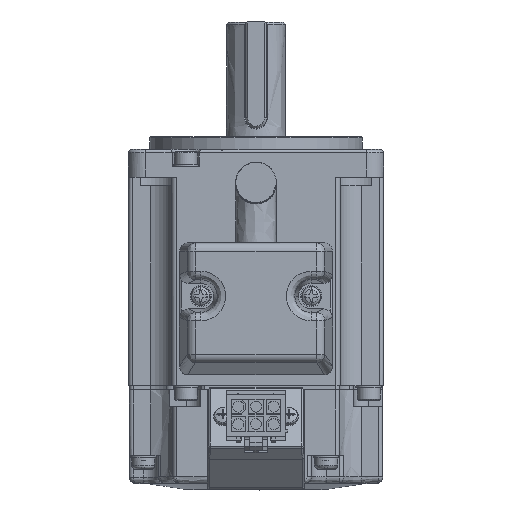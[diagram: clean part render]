
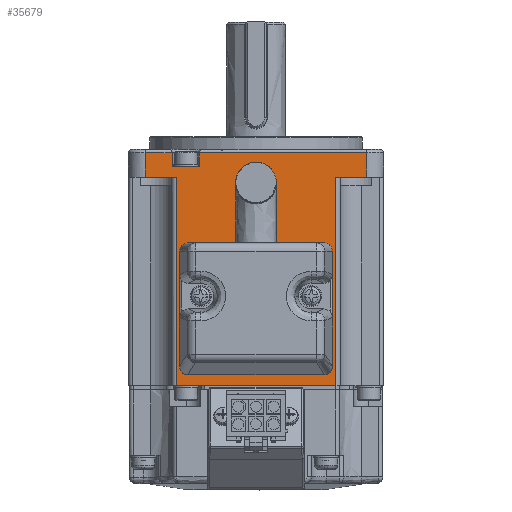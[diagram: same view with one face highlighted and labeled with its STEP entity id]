
A CAD part, top view. The second image highlights one B-rep face of the part: STEP entity #35679.
In plain terms, the highlighted free-form (B-spline) face has degree [1, 1] with [2, 2] control points.
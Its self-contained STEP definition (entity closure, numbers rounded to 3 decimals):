
#4497=CARTESIAN_POINT('',(18.8,-22.5,0.));
#4498=VERTEX_POINT('',#4497);
#4499=CARTESIAN_POINT('',(-18.8,-22.5,0.));
#4500=VERTEX_POINT('',#4499);
#4501=CARTESIAN_POINT('',(18.8,-22.5,0.));
#4502=CARTESIAN_POINT('',(-18.8,-22.5,0.));
#4503=B_SPLINE_CURVE_WITH_KNOTS('',1,(#4501,#4502),.POLYLINE_FORM.,.F.,.U.,(2,2),(0.,1.),.UNSPECIFIED.);
#4504=EDGE_CURVE('',#4498,#4500,#4503,.T.);
#7958=CARTESIAN_POINT('',(16.,10.8,0.));
#7959=VERTEX_POINT('',#7958);
#7965=CARTESIAN_POINT('',(-16.,10.8,0.));
#7966=VERTEX_POINT('',#7965);
#7967=CARTESIAN_POINT('',(-16.,10.8,0.));
#7968=CARTESIAN_POINT('',(16.,10.8,0.));
#7969=B_SPLINE_CURVE_WITH_KNOTS('',1,(#7967,#7968),.POLYLINE_FORM.,.F.,.U.,(2,2),(0.,1.),.UNSPECIFIED.);
#7970=EDGE_CURVE('',#7966,#7959,#7969,.T.);
#7991=CARTESIAN_POINT('',(17.8,9.,0.));
#7992=VERTEX_POINT('',#7991);
#7993=CARTESIAN_POINT('',(16.,10.8,0.));
#7994=CARTESIAN_POINT('',(17.8,10.8,0.));
#7995=CARTESIAN_POINT('',(17.8,9.,0.));
#7996=(BOUNDED_CURVE()B_SPLINE_CURVE(2,(#7993,#7994,#7995),.CIRCULAR_ARC.,.F.,.U.)B_SPLINE_CURVE_WITH_KNOTS((3,3),(0.,1.),.UNSPECIFIED.)CURVE()GEOMETRIC_REPRESENTATION_ITEM()RATIONAL_B_SPLINE_CURVE((1.,0.707,1.))REPRESENTATION_ITEM(''));
#7997=EDGE_CURVE('',#7959,#7992,#7996,.T.);
#8021=CARTESIAN_POINT('',(17.8,-18.,0.));
#8022=VERTEX_POINT('',#8021);
#8023=CARTESIAN_POINT('',(17.8,9.,0.));
#8024=CARTESIAN_POINT('',(17.8,-18.,0.));
#8025=B_SPLINE_CURVE_WITH_KNOTS('',1,(#8023,#8024),.POLYLINE_FORM.,.F.,.U.,(2,2),(0.,1.),.UNSPECIFIED.);
#8026=EDGE_CURVE('',#7992,#8022,#8025,.T.);
#8055=CARTESIAN_POINT('',(16.,-19.8,0.));
#8056=VERTEX_POINT('',#8055);
#8057=CARTESIAN_POINT('',(17.8,-18.,0.));
#8058=CARTESIAN_POINT('',(17.8,-19.8,0.));
#8059=CARTESIAN_POINT('',(16.,-19.8,0.));
#8060=(BOUNDED_CURVE()B_SPLINE_CURVE(2,(#8057,#8058,#8059),.CIRCULAR_ARC.,.F.,.U.)B_SPLINE_CURVE_WITH_KNOTS((3,3),(0.,1.),.UNSPECIFIED.)CURVE()GEOMETRIC_REPRESENTATION_ITEM()RATIONAL_B_SPLINE_CURVE((1.,0.707,1.))REPRESENTATION_ITEM(''));
#8061=EDGE_CURVE('',#8022,#8056,#8060,.T.);
#8085=CARTESIAN_POINT('',(-16.,-19.8,0.));
#8086=VERTEX_POINT('',#8085);
#8087=CARTESIAN_POINT('',(16.,-19.8,0.));
#8088=CARTESIAN_POINT('',(-16.,-19.8,0.));
#8089=B_SPLINE_CURVE_WITH_KNOTS('',1,(#8087,#8088),.POLYLINE_FORM.,.F.,.U.,(2,2),(0.,1.),.UNSPECIFIED.);
#8090=EDGE_CURVE('',#8056,#8086,#8089,.T.);
#8133=CARTESIAN_POINT('',(-17.8,-18.,0.));
#8134=VERTEX_POINT('',#8133);
#8135=CARTESIAN_POINT('',(-16.,-19.8,0.));
#8136=CARTESIAN_POINT('',(-17.8,-19.8,0.));
#8137=CARTESIAN_POINT('',(-17.8,-18.,0.));
#8138=(BOUNDED_CURVE()B_SPLINE_CURVE(2,(#8135,#8136,#8137),.CIRCULAR_ARC.,.F.,.U.)B_SPLINE_CURVE_WITH_KNOTS((3,3),(0.,1.),.UNSPECIFIED.)CURVE()GEOMETRIC_REPRESENTATION_ITEM()RATIONAL_B_SPLINE_CURVE((1.,0.707,1.))REPRESENTATION_ITEM(''));
#8139=EDGE_CURVE('',#8086,#8134,#8138,.T.);
#8163=CARTESIAN_POINT('',(-17.8,9.,0.));
#8164=VERTEX_POINT('',#8163);
#8165=CARTESIAN_POINT('',(-17.8,-18.,0.));
#8166=CARTESIAN_POINT('',(-17.8,9.,0.));
#8167=B_SPLINE_CURVE_WITH_KNOTS('',1,(#8165,#8166),.POLYLINE_FORM.,.F.,.U.,(2,2),(0.,1.),.UNSPECIFIED.);
#8168=EDGE_CURVE('',#8134,#8164,#8167,.T.);
#8197=CARTESIAN_POINT('',(-17.8,9.,0.));
#8198=CARTESIAN_POINT('',(-17.8,10.8,0.));
#8199=CARTESIAN_POINT('',(-16.,10.8,0.));
#8200=(BOUNDED_CURVE()B_SPLINE_CURVE(2,(#8197,#8198,#8199),.CIRCULAR_ARC.,.F.,.U.)B_SPLINE_CURVE_WITH_KNOTS((3,3),(0.,1.),.UNSPECIFIED.)CURVE()GEOMETRIC_REPRESENTATION_ITEM()RATIONAL_B_SPLINE_CURVE((1.,0.707,1.))REPRESENTATION_ITEM(''));
#8201=EDGE_CURVE('',#8164,#7966,#8200,.T.);
#35586=CARTESIAN_POINT('',(-26.,32.2,0.));
#35587=CARTESIAN_POINT('',(26.,32.2,0.));
#35588=CARTESIAN_POINT('',(-26.,-22.5,0.));
#35589=CARTESIAN_POINT('',(26.,-22.5,0.));
#35590=B_SPLINE_SURFACE_WITH_KNOTS('',1,1,((#35586,#35587),(#35588,#35589)),.PLANE_SURF.,.F.,.F.,.U.,(2,2),(2,2),(0.,1.),(0.,1.),.UNSPECIFIED.);
#35591=CARTESIAN_POINT('',(-18.8,26.5,0.));
#35592=VERTEX_POINT('',#35591);
#35593=CARTESIAN_POINT('',(-18.8,26.5,0.));
#35594=CARTESIAN_POINT('',(-18.8,-22.5,0.));
#35595=B_SPLINE_CURVE_WITH_KNOTS('',1,(#35593,#35594),.POLYLINE_FORM.,.F.,.U.,(2,2),(0.,1.),.UNSPECIFIED.);
#35596=EDGE_CURVE('',#35592,#4500,#35595,.T.);
#35597=ORIENTED_EDGE('',*,*,#35596,.T.);
#35598=ORIENTED_EDGE('',*,*,#4504,.F.);
#35599=CARTESIAN_POINT('',(18.8,26.5,0.));
#35600=VERTEX_POINT('',#35599);
#35601=CARTESIAN_POINT('',(18.8,26.5,0.));
#35602=CARTESIAN_POINT('',(18.8,-22.5,0.));
#35603=B_SPLINE_CURVE_WITH_KNOTS('',1,(#35601,#35602),.POLYLINE_FORM.,.F.,.U.,(2,2),(0.,1.),.UNSPECIFIED.);
#35604=EDGE_CURVE('',#35600,#4498,#35603,.T.);
#35605=ORIENTED_EDGE('',*,*,#35604,.F.);
#35606=CARTESIAN_POINT('',(26.,26.5,0.));
#35607=VERTEX_POINT('',#35606);
#35608=CARTESIAN_POINT('',(26.,26.5,0.));
#35609=CARTESIAN_POINT('',(18.8,26.5,0.));
#35610=B_SPLINE_CURVE_WITH_KNOTS('',1,(#35608,#35609),.POLYLINE_FORM.,.F.,.U.,(2,2),(0.,1.),.UNSPECIFIED.);
#35611=EDGE_CURVE('',#35607,#35600,#35610,.T.);
#35612=ORIENTED_EDGE('',*,*,#35611,.F.);
#35613=CARTESIAN_POINT('',(26.,32.2,0.));
#35614=VERTEX_POINT('',#35613);
#35615=CARTESIAN_POINT('',(26.,32.2,0.));
#35616=CARTESIAN_POINT('',(26.,26.5,0.));
#35617=B_SPLINE_CURVE_WITH_KNOTS('',1,(#35615,#35616),.POLYLINE_FORM.,.F.,.U.,(2,2),(0.,1.),.UNSPECIFIED.);
#35618=EDGE_CURVE('',#35614,#35607,#35617,.T.);
#35619=ORIENTED_EDGE('',*,*,#35618,.F.);
#35620=CARTESIAN_POINT('',(-13.3,32.2,0.));
#35621=VERTEX_POINT('',#35620);
#35622=CARTESIAN_POINT('',(-13.3,32.2,0.));
#35623=CARTESIAN_POINT('',(26.,32.2,0.));
#35624=B_SPLINE_CURVE_WITH_KNOTS('',1,(#35622,#35623),.POLYLINE_FORM.,.F.,.U.,(2,2),(0.,1.),.UNSPECIFIED.);
#35625=EDGE_CURVE('',#35621,#35614,#35624,.T.);
#35626=ORIENTED_EDGE('',*,*,#35625,.F.);
#35627=CARTESIAN_POINT('',(-13.3,29.,0.));
#35628=VERTEX_POINT('',#35627);
#35629=CARTESIAN_POINT('',(-13.3,29.,0.));
#35630=CARTESIAN_POINT('',(-13.3,32.2,0.));
#35631=B_SPLINE_CURVE_WITH_KNOTS('',1,(#35629,#35630),.POLYLINE_FORM.,.F.,.U.,(2,2),(0.,1.),.UNSPECIFIED.);
#35632=EDGE_CURVE('',#35628,#35621,#35631,.T.);
#35633=ORIENTED_EDGE('',*,*,#35632,.F.);
#35634=CARTESIAN_POINT('',(-19.7,29.,0.));
#35635=VERTEX_POINT('',#35634);
#35636=CARTESIAN_POINT('',(-19.7,29.,0.));
#35637=CARTESIAN_POINT('',(-13.3,29.,0.));
#35638=B_SPLINE_CURVE_WITH_KNOTS('',1,(#35636,#35637),.POLYLINE_FORM.,.F.,.U.,(2,2),(0.,1.),.UNSPECIFIED.);
#35639=EDGE_CURVE('',#35635,#35628,#35638,.T.);
#35640=ORIENTED_EDGE('',*,*,#35639,.F.);
#35641=CARTESIAN_POINT('',(-19.7,32.2,0.));
#35642=VERTEX_POINT('',#35641);
#35643=CARTESIAN_POINT('',(-19.7,32.2,0.));
#35644=CARTESIAN_POINT('',(-19.7,29.,0.));
#35645=B_SPLINE_CURVE_WITH_KNOTS('',1,(#35643,#35644),.POLYLINE_FORM.,.F.,.U.,(2,2),(0.,1.),.UNSPECIFIED.);
#35646=EDGE_CURVE('',#35642,#35635,#35645,.T.);
#35647=ORIENTED_EDGE('',*,*,#35646,.F.);
#35648=CARTESIAN_POINT('',(-26.,32.2,0.));
#35649=VERTEX_POINT('',#35648);
#35650=CARTESIAN_POINT('',(-26.,32.2,0.));
#35651=CARTESIAN_POINT('',(-19.7,32.2,0.));
#35652=B_SPLINE_CURVE_WITH_KNOTS('',1,(#35650,#35651),.POLYLINE_FORM.,.F.,.U.,(2,2),(0.,1.),.UNSPECIFIED.);
#35653=EDGE_CURVE('',#35649,#35642,#35652,.T.);
#35654=ORIENTED_EDGE('',*,*,#35653,.F.);
#35655=CARTESIAN_POINT('',(-26.,26.5,0.));
#35656=VERTEX_POINT('',#35655);
#35657=CARTESIAN_POINT('',(-26.,26.5,0.));
#35658=CARTESIAN_POINT('',(-26.,32.2,0.));
#35659=B_SPLINE_CURVE_WITH_KNOTS('',1,(#35657,#35658),.POLYLINE_FORM.,.F.,.U.,(2,2),(0.,1.),.UNSPECIFIED.);
#35660=EDGE_CURVE('',#35656,#35649,#35659,.T.);
#35661=ORIENTED_EDGE('',*,*,#35660,.F.);
#35662=CARTESIAN_POINT('',(-18.8,26.5,0.));
#35663=CARTESIAN_POINT('',(-26.,26.5,0.));
#35664=B_SPLINE_CURVE_WITH_KNOTS('',1,(#35662,#35663),.POLYLINE_FORM.,.F.,.U.,(2,2),(0.,1.),.UNSPECIFIED.);
#35665=EDGE_CURVE('',#35592,#35656,#35664,.T.);
#35666=ORIENTED_EDGE('',*,*,#35665,.F.);
#35667=EDGE_LOOP('',(#35597,#35598,#35605,#35612,#35619,#35626,#35633,#35640,#35647,#35654,#35661,#35666));
#35668=FACE_OUTER_BOUND('',#35667,.T.);
#35669=ORIENTED_EDGE('',*,*,#7970,.T.);
#35670=ORIENTED_EDGE('',*,*,#7997,.T.);
#35671=ORIENTED_EDGE('',*,*,#8026,.T.);
#35672=ORIENTED_EDGE('',*,*,#8061,.T.);
#35673=ORIENTED_EDGE('',*,*,#8090,.T.);
#35674=ORIENTED_EDGE('',*,*,#8139,.T.);
#35675=ORIENTED_EDGE('',*,*,#8168,.T.);
#35676=ORIENTED_EDGE('',*,*,#8201,.T.);
#35677=EDGE_LOOP('',(#35669,#35670,#35671,#35672,#35673,#35674,#35675,#35676));
#35678=FACE_BOUND('',#35677,.T.);
#35679=ADVANCED_FACE('',(#35668,#35678),#35590,.T.);
